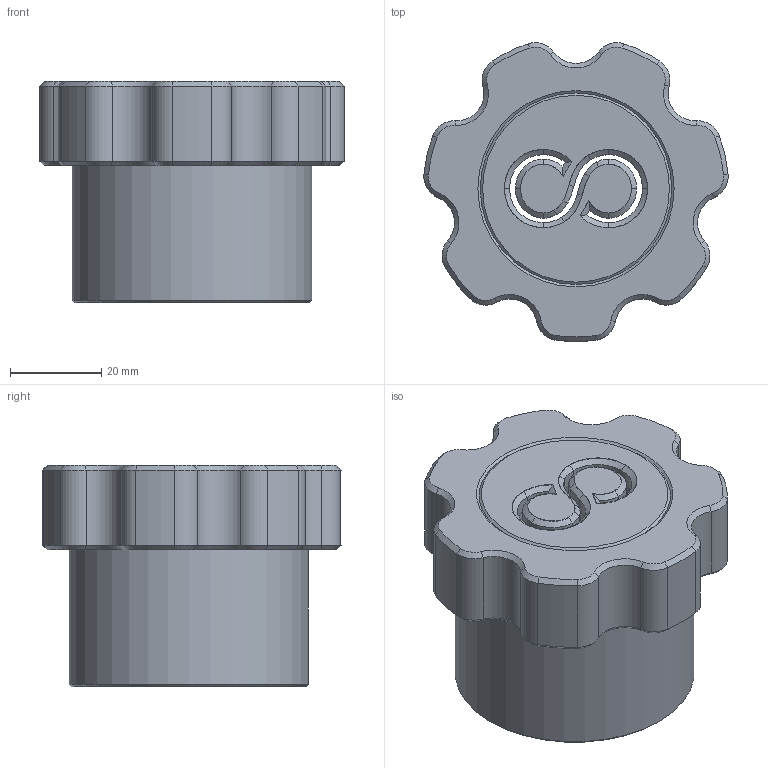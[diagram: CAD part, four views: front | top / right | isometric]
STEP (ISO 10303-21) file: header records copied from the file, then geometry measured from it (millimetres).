
FILE_DESCRIPTION(/* description */ (''),/* implementation_level */ '2;1');
FILE_NAME(/* name */ 'extended-cap-logo.step',/* time_stamp */ '2025-10-01T07:07:26-04:00',/* author */ (''),/* organization */ (''),/* preprocessor_version */ 'ST-DEVELOPER v20.1',/* originating_system */ 'Autodesk Translation Framework v14.17.0.0',/* authorisation */ '');
FILE_SCHEMA (('AUTOMOTIVE_DESIGN { 1 0 10303 214 3 1 1 }'));
Length unit declared in the file: millimetre
Products named in the file (1): extended-cap-logo
Bounding box: 66.73 x 65.54 x 48.5 mm (x, y, z)
Volume: 40542.7 mm3; surface area: 24036 mm2
Topology: 1 solids, 1 shells, 186 faces, 432 edges, 252 vertices
Faces by surface type: bspline 76, cone 60, cylinder 35, plane 15
Full cylindrical faces by diameter (mm): 48.5 x1, 48.529 x3, 52.5 x1
Entity records: 8070 total; most frequent: CARTESIAN_POINT 4217, ORIENTED_EDGE 864, DIRECTION 656, EDGE_CURVE 432, VERTEX_POINT 252, AXIS2_PLACEMENT_3D 239, EDGE_LOOP 192, FACE_OUTER_BOUND 186
